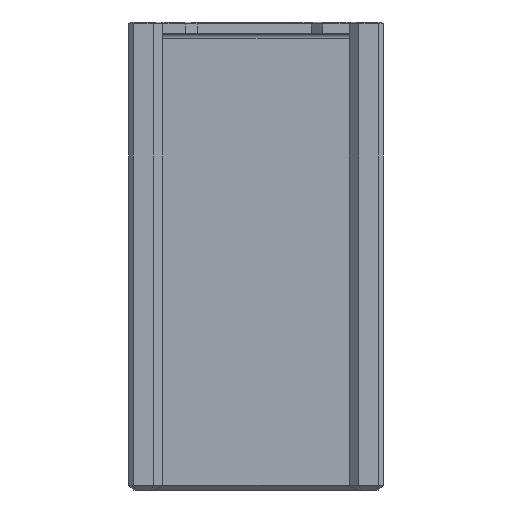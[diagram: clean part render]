
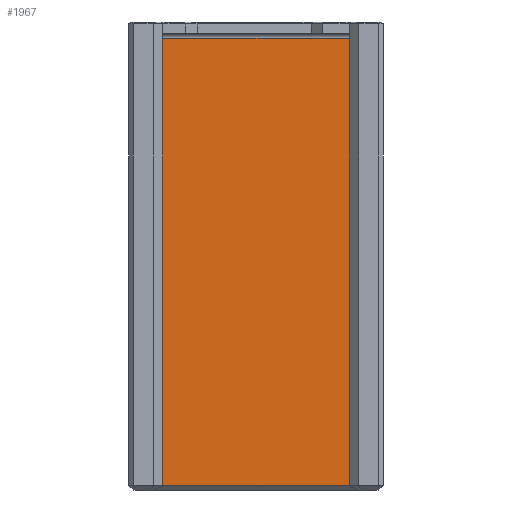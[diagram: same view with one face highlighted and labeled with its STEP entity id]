
A CAD part, front view. The second image highlights one B-rep face of the part: STEP entity #1967.
In plain terms, the highlighted planar face has unit normal (0, -1, 0).
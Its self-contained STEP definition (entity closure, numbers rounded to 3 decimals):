
#168=FACE_OUTER_BOUND('',#286,.T.);
#286=EDGE_LOOP('',(#1605,#1606,#1607,#1608));
#508=LINE('',#3091,#740);
#518=LINE('',#3119,#750);
#519=LINE('',#3123,#751);
#520=LINE('',#3124,#752);
#740=VECTOR('',#2505,10.);
#750=VECTOR('',#2539,10.);
#751=VECTOR('',#2544,10.);
#752=VECTOR('',#2545,10.);
#911=VERTEX_POINT('',#3085);
#912=VERTEX_POINT('',#3089);
#918=VERTEX_POINT('',#3118);
#919=VERTEX_POINT('',#3122);
#1145=EDGE_CURVE('',#911,#912,#508,.T.);
#1158=EDGE_CURVE('',#912,#918,#518,.T.);
#1160=EDGE_CURVE('',#919,#911,#519,.T.);
#1161=EDGE_CURVE('',#918,#919,#520,.T.);
#1605=ORIENTED_EDGE('',*,*,#1145,.F.);
#1606=ORIENTED_EDGE('',*,*,#1160,.F.);
#1607=ORIENTED_EDGE('',*,*,#1161,.F.);
#1608=ORIENTED_EDGE('',*,*,#1158,.F.);
#1870=PLANE('',#2110);
#1967=ADVANCED_FACE('',(#168),#1870,.F.);
#2110=AXIS2_PLACEMENT_3D('',#3121,#2542,#2543);
#2505=DIRECTION('',(-1.,0.,0.));
#2539=DIRECTION('',(0.,0.,1.));
#2542=DIRECTION('center_axis',(0.,1.,0.));
#2543=DIRECTION('ref_axis',(1.,0.,0.));
#2544=DIRECTION('',(0.,0.,-1.));
#2545=DIRECTION('',(1.,0.,0.));
#3085=CARTESIAN_POINT('',(23.9,0.,-47.5));
#3089=CARTESIAN_POINT('',(0.5,0.,-47.5));
#3091=CARTESIAN_POINT('',(18.9,0.,-47.5));
#3118=CARTESIAN_POINT('',(0.5,0.,-0.5));
#3119=CARTESIAN_POINT('',(0.5,0.,-35.7));
#3121=CARTESIAN_POINT('Origin',(12.2,0.,-23.4));
#3122=CARTESIAN_POINT('',(23.9,0.,-0.5));
#3123=CARTESIAN_POINT('',(23.9,0.,-11.7));
#3124=CARTESIAN_POINT('',(6.1,0.,-0.5));
